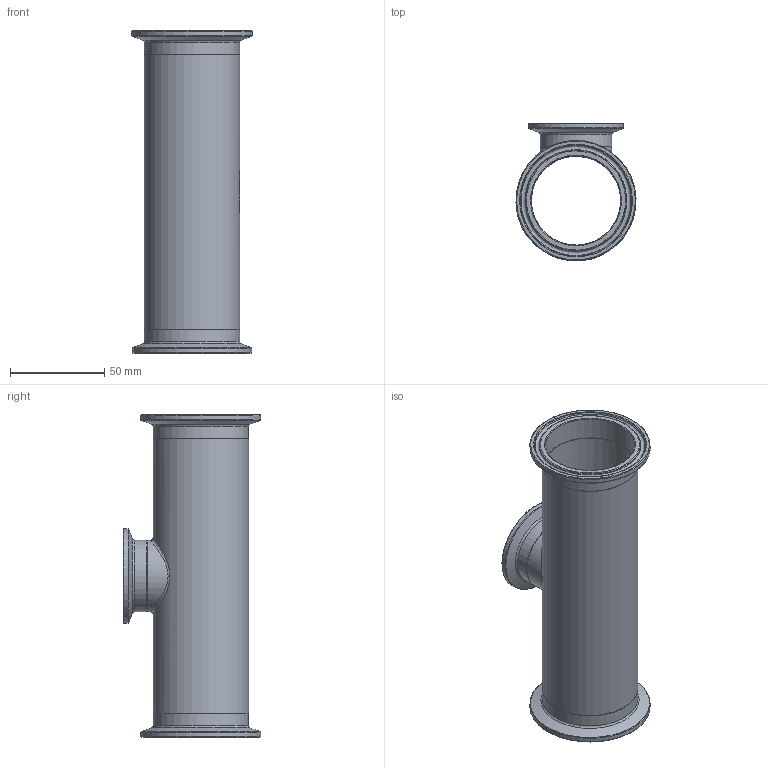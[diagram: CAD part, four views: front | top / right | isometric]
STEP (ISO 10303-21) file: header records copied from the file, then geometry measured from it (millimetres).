
FILE_DESCRIPTION(/* description */ (''),/* implementation_level */ '2;1');
FILE_NAME(/* name */ 'S7RMPS-2X1.5.stp',/* time_stamp */ '2018-11-30T08:55:23-05:00',/* author */ ('ken'),/* organization */ (''),/* preprocessor_version */ 'ST-DEVELOPER v15.2',/* originating_system */ 'Autodesk Inventor 2014',/* authorisation */ '');
FILE_SCHEMA (('AUTOMOTIVE_DESIGN { 1 0 10303 214 3 1 1 }'));
Length unit declared in the file: inch
Products named in the file (1): S7RMPS-2X1.5
Bounding box: 63.86 x 73.2 x 171.45 mm (x, y, z)
Volume: 56805.2 mm3; surface area: 62682.7 mm2
Topology: 1 solids, 1 shells, 459 faces, 1200 edges, 788 vertices
Faces by surface type: bspline 192, plane 182, cylinder 49, torus 27, cone 9
Full cylindrical faces by diameter (mm): 34.798 x2, 38.1 x2, 47.498 x3, 50.394 x1, 50.8 x3, 63.906 x2
Entity records: 17704 total; most frequent: CARTESIAN_POINT 7595, ORIENTED_EDGE 2294, DIRECTION 1537, EDGE_CURVE 1147, VERTEX_POINT 785, EDGE_LOOP 558, LINE 523, VECTOR 523
